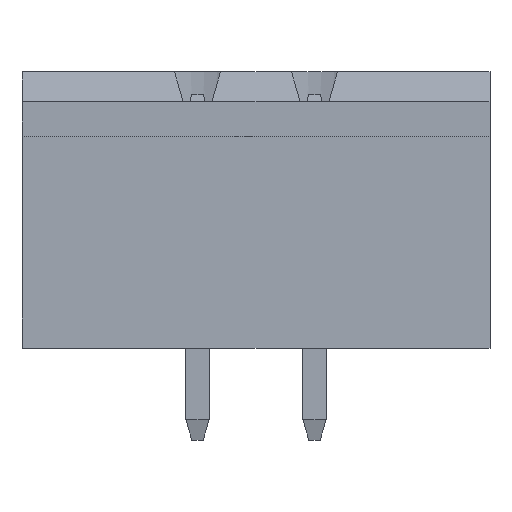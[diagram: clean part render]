
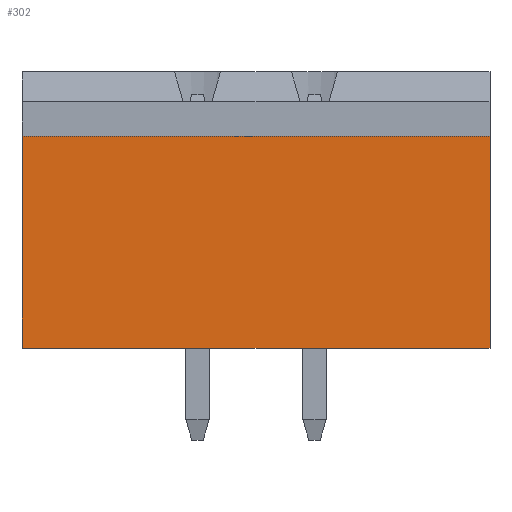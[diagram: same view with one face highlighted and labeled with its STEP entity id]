
A CAD part, front view. The second image highlights one B-rep face of the part: STEP entity #302.
In plain terms, the highlighted planar face has unit normal (0, -1, 0).
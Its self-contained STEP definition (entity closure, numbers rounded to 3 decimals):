
#302 = ADVANCED_FACE( '', ( #670 ), #671, .T. );
#670 = FACE_OUTER_BOUND( '', #1149, .T. );
#671 = PLANE( '', #1150 );
#1149 = EDGE_LOOP( '', ( #1765, #1766, #1767, #1768 ) );
#1150 = AXIS2_PLACEMENT_3D( '', #1769, #1770, #1771 );
#1765 = ORIENTED_EDGE( '', *, *, #3020, .F. );
#1766 = ORIENTED_EDGE( '', *, *, #3021, .F. );
#1767 = ORIENTED_EDGE( '', *, *, #3022, .T. );
#1768 = ORIENTED_EDGE( '', *, *, #3023, .T. );
#1769 = CARTESIAN_POINT( '', ( 10.16, -4.05, -6. ) );
#1770 = DIRECTION( '', ( 0., -1., 0. ) );
#1771 = DIRECTION( '', ( 0., 0., -1. ) );
#3020 = EDGE_CURVE( '', #3647, #3648, #3649, .T. );
#3021 = EDGE_CURVE( '', #3650, #3647, #3651, .T. );
#3022 = EDGE_CURVE( '', #3650, #3652, #3653, .T. );
#3023 = EDGE_CURVE( '', #3652, #3648, #3654, .T. );
#3647 = VERTEX_POINT( '', #4533 );
#3648 = VERTEX_POINT( '', #4534 );
#3649 = LINE( '', #4535, #4536 );
#3650 = VERTEX_POINT( '', #4537 );
#3651 = LINE( '', #4538, #4539 );
#3652 = VERTEX_POINT( '', #4540 );
#3653 = LINE( '', #4541, #4542 );
#3654 = LINE( '', #4543, #4544 );
#4533 = CARTESIAN_POINT( '', ( -10.16, -4.05, -6. ) );
#4534 = CARTESIAN_POINT( '', ( -10.16, -4.05, 3.2 ) );
#4535 = CARTESIAN_POINT( '', ( -10.16, -4.05, -6. ) );
#4536 = VECTOR( '', #5672, 1000. );
#4537 = CARTESIAN_POINT( '', ( 10.16, -4.05, -6. ) );
#4538 = CARTESIAN_POINT( '', ( 10.16, -4.05, -6. ) );
#4539 = VECTOR( '', #5673, 1000. );
#4540 = CARTESIAN_POINT( '', ( 10.16, -4.05, 3.2 ) );
#4541 = CARTESIAN_POINT( '', ( 10.16, -4.05, -6. ) );
#4542 = VECTOR( '', #5674, 1000. );
#4543 = CARTESIAN_POINT( '', ( 10.16, -4.05, 3.2 ) );
#4544 = VECTOR( '', #5675, 1000. );
#5672 = DIRECTION( '', ( 0., 0., 1. ) );
#5673 = DIRECTION( '', ( -1., 0., 0. ) );
#5674 = DIRECTION( '', ( 0., 0., 1. ) );
#5675 = DIRECTION( '', ( -1., 0., 0. ) );
